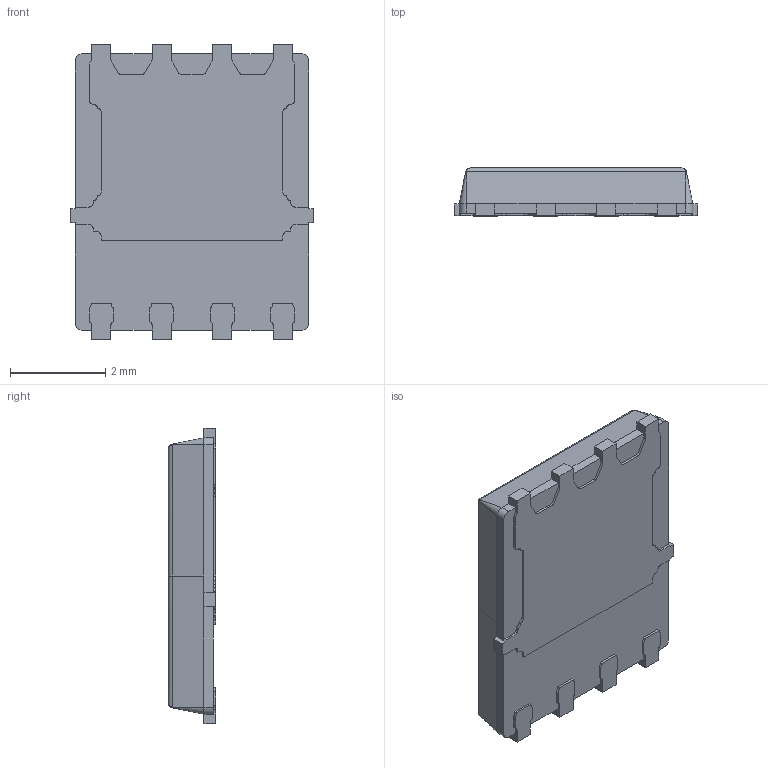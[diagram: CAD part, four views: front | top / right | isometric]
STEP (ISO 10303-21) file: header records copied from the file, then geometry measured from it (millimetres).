
FILE_DESCRIPTION (( 'STEP AP214' ), '1' );
FILE_NAME ('1A20C043-8D09-4830-997B-8CAEC60B00AD.STEP', '2022-09-10T10:28:31', ( '' ), ( '' ), 'SwSTEP 2.0', 'SolidWorks 2022', '' );
FILE_SCHEMA (( 'AUTOMOTIVE_DESIGN' ));
Length unit declared in the file: millimetre
Products named in the file (1): 1A20C043-8D09-4830-997B-8CAEC60B00AD
Bounding box: 5.1 x 1 x 6.2 mm (x, y, z)
Volume: 26.7 mm3; surface area: 77.1 mm2
Topology: 1 solids, 1 shells, 173 faces, 469 edges, 295 vertices
Faces by surface type: plane 114, cylinder 47, bspline 8, cone 4
Entity records: 7071 total; most frequent: CARTESIAN_POINT 1314, ORIENTED_EDGE 930, DIRECTION 862, EDGE_CURVE 465, VECTOR 360, LINE 360, VERTEX_POINT 295, AXIS2_PLACEMENT_3D 251
